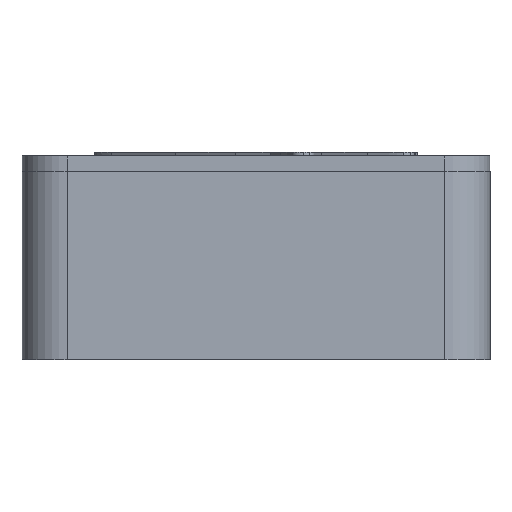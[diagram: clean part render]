
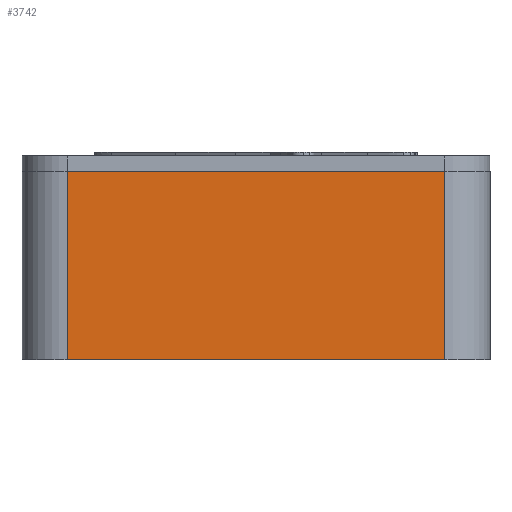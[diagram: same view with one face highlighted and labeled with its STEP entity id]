
A CAD part, front view. The second image highlights one B-rep face of the part: STEP entity #3742.
In plain terms, the highlighted planar face has unit normal (0, -1, 0).
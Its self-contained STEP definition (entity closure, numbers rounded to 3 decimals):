
#416=PLANE('',#3973);
#498=FACE_OUTER_BOUND('',#704,.T.);
#704=EDGE_LOOP('',(#2744,#2745,#2746,#2747));
#931=LINE('',#4752,#1244);
#965=LINE('',#4839,#1278);
#973=LINE('',#4858,#1286);
#974=LINE('',#4860,#1287);
#1244=VECTOR('',#4148,50.);
#1278=VECTOR('',#4242,25.);
#1286=VECTOR('',#4264,25.);
#1287=VECTOR('',#4267,50.);
#1592=VERTEX_POINT('',#4749);
#1593=VERTEX_POINT('',#4751);
#1615=VERTEX_POINT('',#4836);
#1620=VERTEX_POINT('',#4856);
#1995=EDGE_CURVE('',#1592,#1593,#931,.T.);
#2039=EDGE_CURVE('',#1615,#1592,#965,.T.);
#2049=EDGE_CURVE('',#1620,#1593,#973,.T.);
#2050=EDGE_CURVE('',#1620,#1615,#974,.T.);
#2744=ORIENTED_EDGE('',*,*,#2050,.F.);
#2745=ORIENTED_EDGE('',*,*,#2049,.T.);
#2746=ORIENTED_EDGE('',*,*,#1995,.F.);
#2747=ORIENTED_EDGE('',*,*,#2039,.F.);
#3742=ADVANCED_FACE('',(#498),#416,.T.);
#3973=AXIS2_PLACEMENT_3D('',#4859,#4265,#4266);
#4148=DIRECTION('',(-1.,0.,0.));
#4242=DIRECTION('',(0.,0.,-1.));
#4264=DIRECTION('',(0.,0.,-1.));
#4265=DIRECTION('center_axis',(0.,-1.,0.));
#4266=DIRECTION('ref_axis',(-1.,0.,0.));
#4267=DIRECTION('',(1.,0.,0.));
#4749=CARTESIAN_POINT('',(-3.,-3.,-25.));
#4751=CARTESIAN_POINT('',(-53.,-3.,-25.));
#4752=CARTESIAN_POINT('',(-21.,-3.,-25.));
#4836=CARTESIAN_POINT('',(-3.,-3.,0.));
#4839=CARTESIAN_POINT('',(-3.,-3.,0.));
#4856=CARTESIAN_POINT('',(-53.,-3.,0.));
#4858=CARTESIAN_POINT('',(-53.,-3.,0.));
#4859=CARTESIAN_POINT('Origin',(-21.,-3.,0.));
#4860=CARTESIAN_POINT('',(-23.5,-3.,0.));
